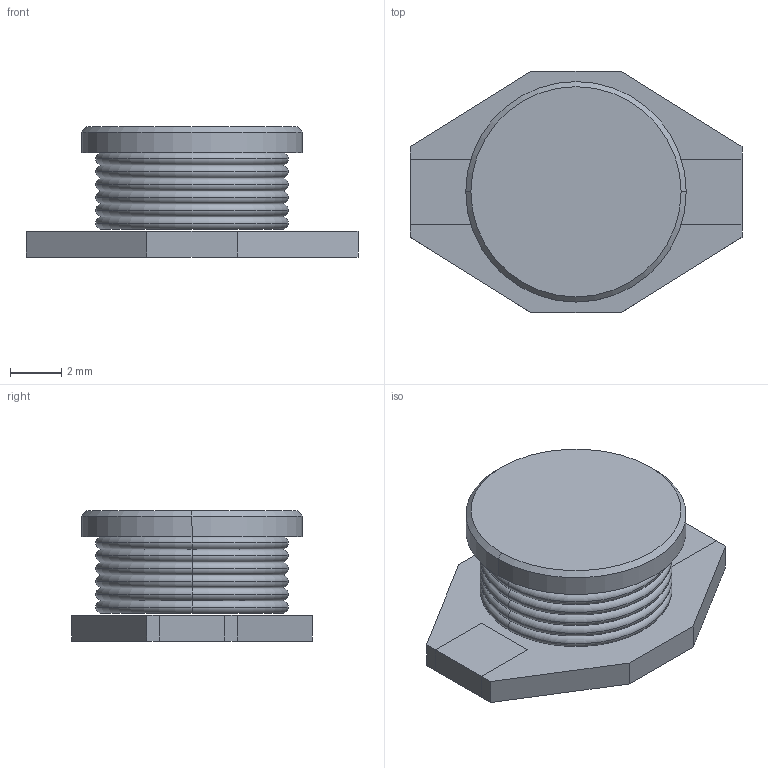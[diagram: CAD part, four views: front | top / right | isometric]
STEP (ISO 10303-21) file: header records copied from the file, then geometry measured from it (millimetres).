
FILE_DESCRIPTION((''),'2;1');
FILE_NAME('IND_EPCOS_B82476A1.stp','2014-01-07T12:48:04',(''),(''),'Mechanical Desktop 2011','Mechanical Desktop 2011',', , ');
FILE_SCHEMA(('AUTOMOTIVE_DESIGN { 1 2 10303 214 1 1 1 1 }'));
Length unit declared in the file: millimetre
Products named in the file (1): Product
Bounding box: 12.95 x 9.4 x 5.08 mm (x, y, z)
Volume: 177.6 mm3; surface area: 602.4 mm2
Topology: 10 solids, 10 shells, 60 faces, 130 edges, 78 vertices
Faces by surface type: plane 32, torus 24, cylinder 2, cone 2
Entity records: 1694 total; most frequent: DIRECTION 306, CARTESIAN_POINT 269, ORIENTED_EDGE 260, EDGE_CURVE 130, AXIS2_PLACEMENT_3D 115, VERTEX_POINT 78, VECTOR 76, LINE 76
